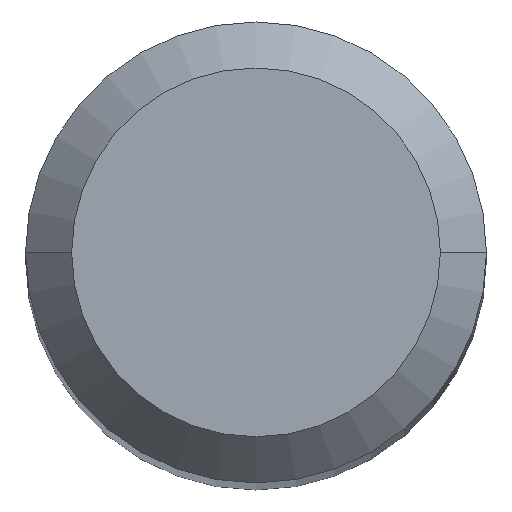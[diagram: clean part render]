
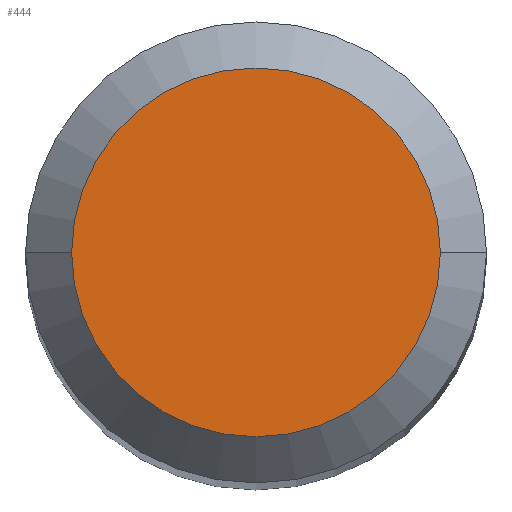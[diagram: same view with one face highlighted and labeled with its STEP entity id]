
A CAD part, top view. The second image highlights one B-rep face of the part: STEP entity #444.
In plain terms, the highlighted planar face has unit normal (0, 0, 1).
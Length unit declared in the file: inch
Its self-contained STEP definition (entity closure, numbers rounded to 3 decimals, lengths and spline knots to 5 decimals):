
#11 = EDGE_LOOP ( 'NONE', ( #184, #53 ) ) ;
#33 = DIRECTION ( 'NONE',  ( 0., 0., 1. ) ) ;
#53 = ORIENTED_EDGE ( 'NONE', *, *, #212, .T. ) ;
#74 = DIRECTION ( 'NONE',  ( 0., 0., -1. ) ) ;
#91 = CARTESIAN_POINT ( 'NONE',  ( 0.04724, 0., 0. ) ) ;
#156 = CARTESIAN_POINT ( 'NONE',  ( 0., 0., 0. ) ) ;
#158 = DIRECTION ( 'NONE',  ( 1., 0., 0. ) ) ;
#170 = EDGE_CURVE ( 'NONE', #380, #230, #431, .T. ) ;
#184 = ORIENTED_EDGE ( 'NONE', *, *, #170, .T. ) ;
#193 = CARTESIAN_POINT ( 'NONE',  ( -0.04724, 0., 0. ) ) ;
#212 = EDGE_CURVE ( 'NONE', #230, #380, #224, .T. ) ;
#223 = AXIS2_PLACEMENT_3D ( 'NONE', #328, #33, #452 ) ;
#224 = CIRCLE ( 'NONE', #302, 0.04724 ) ;
#230 = VERTEX_POINT ( 'NONE', #91 ) ;
#302 = AXIS2_PLACEMENT_3D ( 'NONE', #377, #404, #158 ) ;
#309 = DIRECTION ( 'NONE',  ( -1., 0., 0. ) ) ;
#328 = CARTESIAN_POINT ( 'NONE',  ( 0., 0., 0. ) ) ;
#377 = CARTESIAN_POINT ( 'NONE',  ( 0., 0., 0. ) ) ;
#380 = VERTEX_POINT ( 'NONE', #193 ) ;
#404 = DIRECTION ( 'NONE',  ( 0., 0., 1. ) ) ;
#412 = AXIS2_PLACEMENT_3D ( 'NONE', #156, #74, #309 ) ;
#431 = CIRCLE ( 'NONE', #223, 0.04724 ) ;
#444 = ADVANCED_FACE ( 'NONE', ( #454 ), #456, .F. ) ;
#452 = DIRECTION ( 'NONE',  ( 1., 0., 0. ) ) ;
#454 = FACE_OUTER_BOUND ( 'NONE', #11, .T. ) ;
#456 = PLANE ( 'NONE',  #412 ) ;
